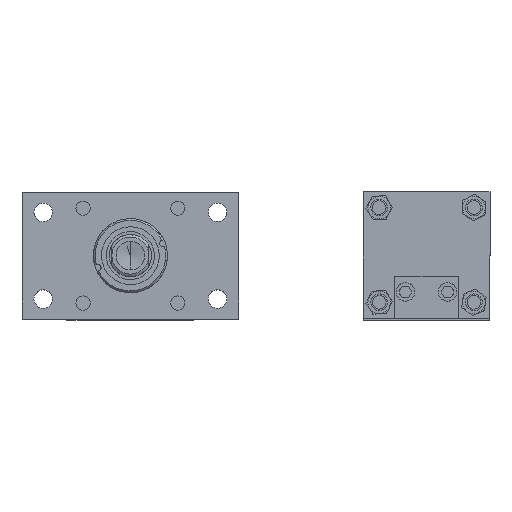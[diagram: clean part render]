
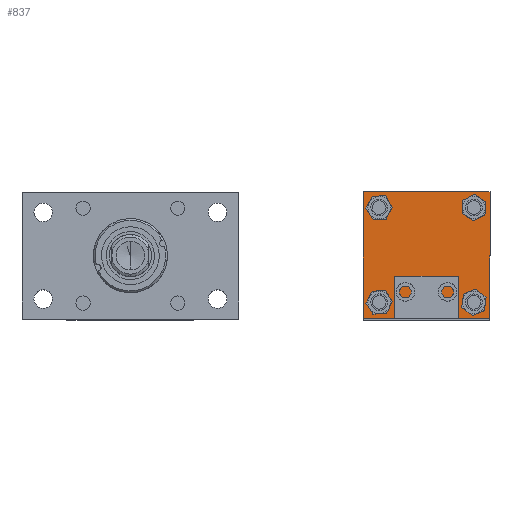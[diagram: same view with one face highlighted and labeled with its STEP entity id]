
A CAD part, top view. The second image highlights one B-rep face of the part: STEP entity #837.
In plain terms, the highlighted face is planar.
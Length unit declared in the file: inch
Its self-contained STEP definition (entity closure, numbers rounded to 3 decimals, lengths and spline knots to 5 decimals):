
#17 = AXIS2_PLACEMENT_3D ( 'NONE', #5089, #988, #5180 ) ;
#69 = DIRECTION ( 'NONE',  ( -1., 0., 0. ) ) ;
#132 = EDGE_CURVE ( 'NONE', #9374, #8855, #804, .T. ) ;
#182 = DIRECTION ( 'NONE',  ( 1., 0., 0. ) ) ;
#226 = LINE ( 'NONE', #8839, #2819 ) ;
#287 = CARTESIAN_POINT ( 'NONE',  ( 3.81388, 10.35691, -0.3831 ) ) ;
#528 = DIRECTION ( 'NONE',  ( 0., 0., 1. ) ) ;
#683 = DIRECTION ( 'NONE',  ( 1., 0., 0. ) ) ;
#778 = LINE ( 'NONE', #5936, #6045 ) ;
#804 = LINE ( 'NONE', #11438, #7852 ) ;
#814 = EDGE_LOOP ( 'NONE', ( #3487, #8721 ) ) ;
#837 = ADVANCED_FACE ( 'NONE', ( #6854, #6031, #7986, #13209, #1095 ), #5388, .F. ) ;
#864 = EDGE_LOOP ( 'NONE', ( #1378, #7283 ) ) ;
#955 = EDGE_CURVE ( 'NONE', #2721, #2553, #4707, .T. ) ;
#988 = DIRECTION ( 'NONE',  ( 0., 0., 1. ) ) ;
#1095 = FACE_OUTER_BOUND ( 'NONE', #4859, .T. ) ;
#1145 = CARTESIAN_POINT ( 'NONE',  ( 3.99188, 7.73791, -0.3831 ) ) ;
#1170 = CARTESIAN_POINT ( 'NONE',  ( 6.63588, 9.97591, -0.3831 ) ) ;
#1363 = AXIS2_PLACEMENT_3D ( 'NONE', #3670, #13085, #13213 ) ;
#1378 = ORIENTED_EDGE ( 'NONE', *, *, #955, .T. ) ;
#1505 = AXIS2_PLACEMENT_3D ( 'NONE', #10469, #13398, #13441 ) ;
#1511 = CARTESIAN_POINT ( 'NONE',  ( 6.22988, 9.97591, -0.3831 ) ) ;
#1917 = CARTESIAN_POINT ( 'NONE',  ( 6.81388, 5.55135, -0.3831 ) ) ;
#2500 = CIRCLE ( 'NONE', #2967, 0.203 ) ;
#2553 = VERTEX_POINT ( 'NONE', #6482 ) ;
#2721 = VERTEX_POINT ( 'NONE', #9112 ) ;
#2819 = VECTOR ( 'NONE', #9880, 39.37008 ) ;
#2938 = EDGE_CURVE ( 'NONE', #10463, #9374, #12019, .T. ) ;
#2967 = AXIS2_PLACEMENT_3D ( 'NONE', #4955, #3977, #13216 ) ;
#3102 = DIRECTION ( 'NONE',  ( 0., -1., 0. ) ) ;
#3316 = CARTESIAN_POINT ( 'NONE',  ( 6.43288, 7.73791, -0.3831 ) ) ;
#3370 = DIRECTION ( 'NONE',  ( 0., 0., 1. ) ) ;
#3482 = EDGE_CURVE ( 'NONE', #12682, #4937, #11842, .T. ) ;
#3487 = ORIENTED_EDGE ( 'NONE', *, *, #12959, .T. ) ;
#3569 = CARTESIAN_POINT ( 'NONE',  ( 4.19488, 7.73791, -0.3831 ) ) ;
#3670 = CARTESIAN_POINT ( 'NONE',  ( 4.19488, 7.73791, -0.3831 ) ) ;
#3977 = DIRECTION ( 'NONE',  ( 0., 0., 1. ) ) ;
#4077 = ORIENTED_EDGE ( 'NONE', *, *, #8195, .F. ) ;
#4707 = CIRCLE ( 'NONE', #9851, 0.203 ) ;
#4859 = EDGE_LOOP ( 'NONE', ( #8346, #4077, #7960, #9106 ) ) ;
#4874 = CARTESIAN_POINT ( 'NONE',  ( 6.81388, 10.35691, -0.3831 ) ) ;
#4910 = VERTEX_POINT ( 'NONE', #12402 ) ;
#4937 = VERTEX_POINT ( 'NONE', #1145 ) ;
#4955 = CARTESIAN_POINT ( 'NONE',  ( 6.43288, 9.97591, -0.3831 ) ) ;
#5089 = CARTESIAN_POINT ( 'NONE',  ( 6.43288, 7.73791, -0.3831 ) ) ;
#5180 = DIRECTION ( 'NONE',  ( 1., 0., 0. ) ) ;
#5388 = PLANE ( 'NONE',  #5915 ) ;
#5915 = AXIS2_PLACEMENT_3D ( 'NONE', #6450, #11692, #182 ) ;
#5936 = CARTESIAN_POINT ( 'NONE',  ( 3.81388, 5.55135, -0.3831 ) ) ;
#6031 = FACE_BOUND ( 'NONE', #814, .T. ) ;
#6045 = VECTOR ( 'NONE', #7901, 39.37008 ) ;
#6150 = CARTESIAN_POINT ( 'NONE',  ( 4.19488, 9.97591, -0.3831 ) ) ;
#6450 = CARTESIAN_POINT ( 'NONE',  ( 5.31388, 5.55135, -0.3831 ) ) ;
#6482 = CARTESIAN_POINT ( 'NONE',  ( 4.39788, 9.97591, -0.3831 ) ) ;
#6854 = FACE_BOUND ( 'NONE', #864, .T. ) ;
#7020 = ORIENTED_EDGE ( 'NONE', *, *, #13140, .T. ) ;
#7094 = CARTESIAN_POINT ( 'NONE',  ( 6.22988, 7.73791, -0.3831 ) ) ;
#7283 = ORIENTED_EDGE ( 'NONE', *, *, #9509, .T. ) ;
#7330 = EDGE_LOOP ( 'NONE', ( #12752, #11870 ) ) ;
#7737 = CIRCLE ( 'NONE', #12617, 0.203 ) ;
#7808 = CIRCLE ( 'NONE', #1505, 0.203 ) ;
#7852 = VECTOR ( 'NONE', #69, 39.37008 ) ;
#7901 = DIRECTION ( 'NONE',  ( 0., -1., 0. ) ) ;
#7960 = ORIENTED_EDGE ( 'NONE', *, *, #12786, .F. ) ;
#7986 = FACE_BOUND ( 'NONE', #7330, .T. ) ;
#8000 = CARTESIAN_POINT ( 'NONE',  ( 3.81388, 7.35691, -0.3831 ) ) ;
#8075 = EDGE_CURVE ( 'NONE', #4910, #13243, #9139, .T. ) ;
#8195 = EDGE_CURVE ( 'NONE', #12365, #8855, #778, .T. ) ;
#8346 = ORIENTED_EDGE ( 'NONE', *, *, #132, .T. ) ;
#8721 = ORIENTED_EDGE ( 'NONE', *, *, #3482, .T. ) ;
#8839 = CARTESIAN_POINT ( 'NONE',  ( 5.31388, 10.35691, -0.3831 ) ) ;
#8855 = VERTEX_POINT ( 'NONE', #8000 ) ;
#9106 = ORIENTED_EDGE ( 'NONE', *, *, #2938, .T. ) ;
#9112 = CARTESIAN_POINT ( 'NONE',  ( 3.99188, 9.97591, -0.3831 ) ) ;
#9139 = CIRCLE ( 'NONE', #10238, 0.203 ) ;
#9371 = DIRECTION ( 'NONE',  ( 0., 0., 1. ) ) ;
#9374 = VERTEX_POINT ( 'NONE', #13122 ) ;
#9492 = EDGE_CURVE ( 'NONE', #9769, #10351, #7808, .T. ) ;
#9509 = EDGE_CURVE ( 'NONE', #2553, #2721, #12216, .T. ) ;
#9769 = VERTEX_POINT ( 'NONE', #1170 ) ;
#9851 = AXIS2_PLACEMENT_3D ( 'NONE', #12972, #13020, #11966 ) ;
#9880 = DIRECTION ( 'NONE',  ( -1., 0., 0. ) ) ;
#10138 = EDGE_LOOP ( 'NONE', ( #7020, #11047 ) ) ;
#10238 = AXIS2_PLACEMENT_3D ( 'NONE', #3316, #3370, #10962 ) ;
#10351 = VERTEX_POINT ( 'NONE', #1511 ) ;
#10463 = VERTEX_POINT ( 'NONE', #4874 ) ;
#10469 = CARTESIAN_POINT ( 'NONE',  ( 6.43288, 9.97591, -0.3831 ) ) ;
#10962 = DIRECTION ( 'NONE',  ( 1., 0., 0. ) ) ;
#11047 = ORIENTED_EDGE ( 'NONE', *, *, #9492, .T. ) ;
#11438 = CARTESIAN_POINT ( 'NONE',  ( 5.31388, 7.35691, -0.3831 ) ) ;
#11519 = VECTOR ( 'NONE', #3102, 39.37008 ) ;
#11587 = AXIS2_PLACEMENT_3D ( 'NONE', #6150, #9371, #12390 ) ;
#11692 = DIRECTION ( 'NONE',  ( 0., 0., 1. ) ) ;
#11842 = CIRCLE ( 'NONE', #1363, 0.203 ) ;
#11870 = ORIENTED_EDGE ( 'NONE', *, *, #8075, .T. ) ;
#11966 = DIRECTION ( 'NONE',  ( 1., 0., 0. ) ) ;
#12019 = LINE ( 'NONE', #1917, #11519 ) ;
#12024 = CARTESIAN_POINT ( 'NONE',  ( 4.39788, 7.73791, -0.3831 ) ) ;
#12216 = CIRCLE ( 'NONE', #11587, 0.203 ) ;
#12365 = VERTEX_POINT ( 'NONE', #287 ) ;
#12390 = DIRECTION ( 'NONE',  ( 1., 0., 0. ) ) ;
#12402 = CARTESIAN_POINT ( 'NONE',  ( 6.63588, 7.73791, -0.3831 ) ) ;
#12617 = AXIS2_PLACEMENT_3D ( 'NONE', #3569, #528, #683 ) ;
#12682 = VERTEX_POINT ( 'NONE', #12024 ) ;
#12752 = ORIENTED_EDGE ( 'NONE', *, *, #13245, .T. ) ;
#12786 = EDGE_CURVE ( 'NONE', #10463, #12365, #226, .T. ) ;
#12959 = EDGE_CURVE ( 'NONE', #4937, #12682, #7737, .T. ) ;
#12972 = CARTESIAN_POINT ( 'NONE',  ( 4.19488, 9.97591, -0.3831 ) ) ;
#13020 = DIRECTION ( 'NONE',  ( 0., 0., 1. ) ) ;
#13085 = DIRECTION ( 'NONE',  ( 0., 0., 1. ) ) ;
#13122 = CARTESIAN_POINT ( 'NONE',  ( 6.81388, 7.35691, -0.3831 ) ) ;
#13140 = EDGE_CURVE ( 'NONE', #10351, #9769, #2500, .T. ) ;
#13209 = FACE_BOUND ( 'NONE', #10138, .T. ) ;
#13213 = DIRECTION ( 'NONE',  ( 1., 0., 0. ) ) ;
#13216 = DIRECTION ( 'NONE',  ( 1., 0., 0. ) ) ;
#13243 = VERTEX_POINT ( 'NONE', #7094 ) ;
#13245 = EDGE_CURVE ( 'NONE', #13243, #4910, #13448, .T. ) ;
#13398 = DIRECTION ( 'NONE',  ( 0., 0., 1. ) ) ;
#13441 = DIRECTION ( 'NONE',  ( 1., 0., 0. ) ) ;
#13448 = CIRCLE ( 'NONE', #17, 0.203 ) ;
